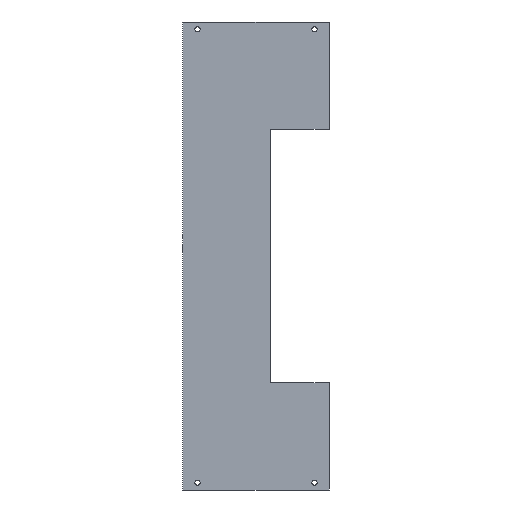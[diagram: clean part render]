
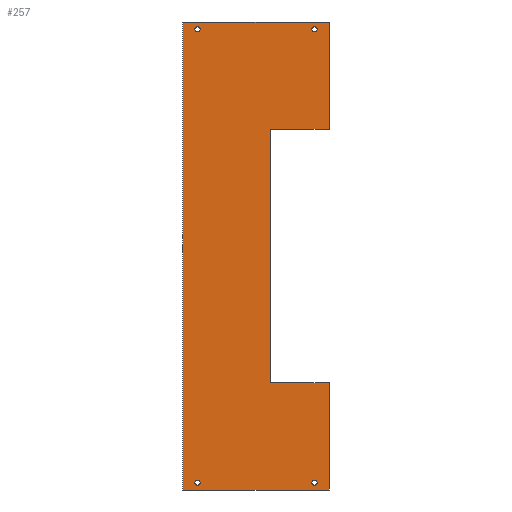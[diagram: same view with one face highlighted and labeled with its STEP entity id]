
A CAD part, front view. The second image highlights one B-rep face of the part: STEP entity #257.
In plain terms, the highlighted planar face has unit normal (0, -1, 0).
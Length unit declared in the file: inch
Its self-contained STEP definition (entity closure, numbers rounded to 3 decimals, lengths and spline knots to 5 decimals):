
#19=FACE_BOUND('',#54,.T.);
#20=FACE_BOUND('',#55,.T.);
#21=FACE_BOUND('',#56,.T.);
#22=FACE_BOUND('',#57,.T.);
#31=CIRCLE('',#280,0.1325);
#32=CIRCLE('',#281,0.1325);
#33=CIRCLE('',#282,0.1325);
#34=CIRCLE('',#283,0.1325);
#39=FACE_OUTER_BOUND('',#53,.T.);
#53=EDGE_LOOP('',(#183,#184,#185,#186,#187,#188,#189,#190));
#54=EDGE_LOOP('',(#191));
#55=EDGE_LOOP('',(#192));
#56=EDGE_LOOP('',(#193));
#57=EDGE_LOOP('',(#194));
#79=LINE('',#375,#103);
#80=LINE('',#377,#104);
#81=LINE('',#379,#105);
#82=LINE('',#381,#106);
#83=LINE('',#383,#107);
#84=LINE('',#385,#108);
#85=LINE('',#387,#109);
#86=LINE('',#388,#110);
#103=VECTOR('',#305,3.);
#104=VECTOR('',#306,13.);
#105=VECTOR('',#307,3.);
#106=VECTOR('',#308,5.5);
#107=VECTOR('',#309,7.5);
#108=VECTOR('',#310,24.);
#109=VECTOR('',#311,7.5);
#110=VECTOR('',#312,5.5);
#127=VERTEX_POINT('',#373);
#128=VERTEX_POINT('',#374);
#129=VERTEX_POINT('',#376);
#130=VERTEX_POINT('',#378);
#131=VERTEX_POINT('',#380);
#132=VERTEX_POINT('',#382);
#133=VERTEX_POINT('',#384);
#134=VERTEX_POINT('',#386);
#135=VERTEX_POINT('',#389);
#136=VERTEX_POINT('',#391);
#137=VERTEX_POINT('',#393);
#138=VERTEX_POINT('',#395);
#151=EDGE_CURVE('',#127,#128,#79,.T.);
#152=EDGE_CURVE('',#129,#127,#80,.T.);
#153=EDGE_CURVE('',#129,#130,#81,.T.);
#154=EDGE_CURVE('',#130,#131,#82,.T.);
#155=EDGE_CURVE('',#131,#132,#83,.T.);
#156=EDGE_CURVE('',#132,#133,#84,.T.);
#157=EDGE_CURVE('',#133,#134,#85,.T.);
#158=EDGE_CURVE('',#134,#128,#86,.T.);
#159=EDGE_CURVE('',#135,#135,#31,.T.);
#160=EDGE_CURVE('',#136,#136,#32,.T.);
#161=EDGE_CURVE('',#137,#137,#33,.T.);
#162=EDGE_CURVE('',#138,#138,#34,.T.);
#183=ORIENTED_EDGE('',*,*,#151,.F.);
#184=ORIENTED_EDGE('',*,*,#152,.F.);
#185=ORIENTED_EDGE('',*,*,#153,.T.);
#186=ORIENTED_EDGE('',*,*,#154,.T.);
#187=ORIENTED_EDGE('',*,*,#155,.T.);
#188=ORIENTED_EDGE('',*,*,#156,.T.);
#189=ORIENTED_EDGE('',*,*,#157,.T.);
#190=ORIENTED_EDGE('',*,*,#158,.T.);
#191=ORIENTED_EDGE('',*,*,#159,.F.);
#192=ORIENTED_EDGE('',*,*,#160,.F.);
#193=ORIENTED_EDGE('',*,*,#161,.F.);
#194=ORIENTED_EDGE('',*,*,#162,.F.);
#247=PLANE('',#279);
#257=ADVANCED_FACE('',(#39,#19,#20,#21,#22),#247,.F.);
#279=AXIS2_PLACEMENT_3D('',#372,#303,#304);
#280=AXIS2_PLACEMENT_3D('',#390,#313,#314);
#281=AXIS2_PLACEMENT_3D('',#392,#315,#316);
#282=AXIS2_PLACEMENT_3D('',#394,#317,#318);
#283=AXIS2_PLACEMENT_3D('',#396,#319,#320);
#303=DIRECTION('center_axis',(0.,1.,0.));
#304=DIRECTION('ref_axis',(1.,0.,0.));
#305=DIRECTION('',(1.,0.,0.));
#306=DIRECTION('',(0.,0.,-1.));
#307=DIRECTION('',(1.,0.,0.));
#308=DIRECTION('',(0.,0.,1.));
#309=DIRECTION('',(-1.,0.,0.));
#310=DIRECTION('',(0.,0.,-1.));
#311=DIRECTION('',(1.,0.,0.));
#312=DIRECTION('',(0.,0.,1.));
#313=DIRECTION('center_axis',(0.,-1.,0.));
#314=DIRECTION('ref_axis',(0.,0.,1.));
#315=DIRECTION('center_axis',(0.,-1.,0.));
#316=DIRECTION('ref_axis',(0.,0.,1.));
#317=DIRECTION('center_axis',(0.,-1.,0.));
#318=DIRECTION('ref_axis',(0.,0.,1.));
#319=DIRECTION('center_axis',(0.,-1.,0.));
#320=DIRECTION('ref_axis',(0.,0.,1.));
#372=CARTESIAN_POINT('Origin',(0.,0.,0.));
#373=CARTESIAN_POINT('',(0.75,0.,-6.5));
#374=CARTESIAN_POINT('',(3.75,0.,-6.5));
#375=CARTESIAN_POINT('',(0.75,0.,-6.5));
#376=CARTESIAN_POINT('',(0.75,0.,6.5));
#377=CARTESIAN_POINT('',(0.75,0.,6.5));
#378=CARTESIAN_POINT('',(3.75,0.,6.5));
#379=CARTESIAN_POINT('',(0.75,0.,6.5));
#380=CARTESIAN_POINT('',(3.75,0.,12.));
#381=CARTESIAN_POINT('',(3.75,0.,6.5));
#382=CARTESIAN_POINT('',(-3.75,0.,12.));
#383=CARTESIAN_POINT('',(3.75,0.,12.));
#384=CARTESIAN_POINT('',(-3.75,0.,-12.));
#385=CARTESIAN_POINT('',(-3.75,0.,12.));
#386=CARTESIAN_POINT('',(3.75,0.,-12.));
#387=CARTESIAN_POINT('',(-3.75,0.,-12.));
#388=CARTESIAN_POINT('',(3.75,0.,-12.));
#389=CARTESIAN_POINT('',(-3.,0.,11.7575));
#390=CARTESIAN_POINT('Origin',(-3.,0.,11.625));
#391=CARTESIAN_POINT('',(3.,0.,11.7575));
#392=CARTESIAN_POINT('Origin',(3.,0.,11.625));
#393=CARTESIAN_POINT('',(-3.,0.,-11.7575));
#394=CARTESIAN_POINT('Origin',(-3.,0.,-11.625));
#395=CARTESIAN_POINT('',(3.,0.,-11.7575));
#396=CARTESIAN_POINT('Origin',(3.,0.,-11.625));
